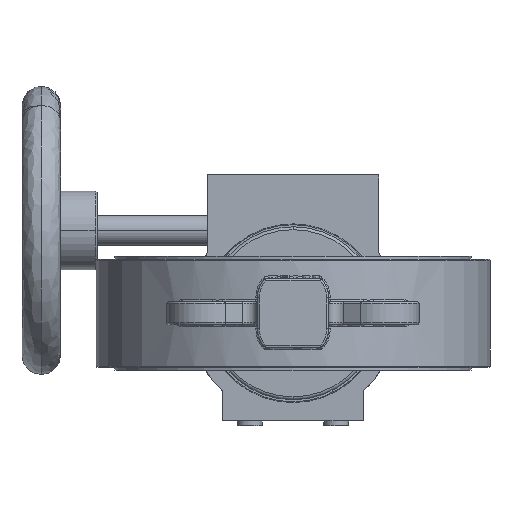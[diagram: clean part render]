
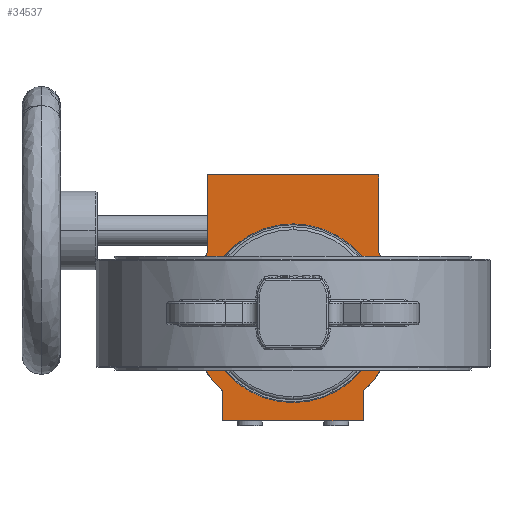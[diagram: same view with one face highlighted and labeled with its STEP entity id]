
A CAD part, front view. The second image highlights one B-rep face of the part: STEP entity #34537.
In plain terms, the highlighted planar face has unit normal (0, -1, 0).
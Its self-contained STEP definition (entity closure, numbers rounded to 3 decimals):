
#42 = EDGE_CURVE ( 'NONE', #26053, #34010, #8022, .T. ) ;
#43 = DIRECTION ( 'NONE',  ( -0.001, 0., -1. ) ) ;
#157 = CARTESIAN_POINT ( 'NONE',  ( -36.5, 178., 0.032 ) ) ;
#218 = VECTOR ( 'NONE', #3271, 1000. ) ;
#395 = VERTEX_POINT ( 'NONE', #13309 ) ;
#414 = ORIENTED_EDGE ( 'NONE', *, *, #14182, .T. ) ;
#771 = EDGE_CURVE ( 'NONE', #9038, #35100, #2148, .T. ) ;
#892 = ORIENTED_EDGE ( 'NONE', *, *, #33171, .F. ) ;
#1069 = DIRECTION ( 'NONE',  ( 0.001, 0., 1. ) ) ;
#1909 = CIRCLE ( 'NONE', #30935, 54.5 ) ;
#2084 = EDGE_CURVE ( 'NONE', #27092, #34010, #22359, .T. ) ;
#2148 = CIRCLE ( 'NONE', #32759, 46.5 ) ;
#2326 = DIRECTION ( 'NONE',  ( 1., 0., -0.001 ) ) ;
#2619 = CARTESIAN_POINT ( 'NONE',  ( -0.05, 178., -56. ) ) ;
#2682 = DIRECTION ( 'NONE',  ( 1., 0., -0.001 ) ) ;
#2714 = CARTESIAN_POINT ( 'NONE',  ( -36.699, 178., -40.292 ) ) ;
#2935 = LINE ( 'NONE', #17629, #218 ) ;
#3063 = CARTESIAN_POINT ( 'NONE',  ( 36.464, 178., -40.726 ) ) ;
#3075 = DIRECTION ( 'NONE',  ( 0., -1., 0. ) ) ;
#3117 = DIRECTION ( 'NONE',  ( 1., 0., -0.001 ) ) ;
#3261 = VERTEX_POINT ( 'NONE', #3063 ) ;
#3271 = DIRECTION ( 'NONE',  ( 1., 0., -0.001 ) ) ;
#3338 = FACE_BOUND ( 'NONE', #3917, .T. ) ;
#3523 = ORIENTED_EDGE ( 'NONE', *, *, #19245, .T. ) ;
#3642 = EDGE_CURVE ( 'NONE', #22573, #3261, #12348, .T. ) ;
#3829 = CARTESIAN_POINT ( 'NONE',  ( -44.436, 178., 72.039 ) ) ;
#3917 = EDGE_LOOP ( 'NONE', ( #6126, #414 ) ) ;
#4835 = VECTOR ( 'NONE', #43, 1000. ) ;
#5328 = VERTEX_POINT ( 'NONE', #26094 ) ;
#5448 = EDGE_CURVE ( 'NONE', #6674, #27092, #32245, .T. ) ;
#6126 = ORIENTED_EDGE ( 'NONE', *, *, #771, .T. ) ;
#6539 = CARTESIAN_POINT ( 'NONE',  ( 46.5, 178., -0.041 ) ) ;
#6674 = VERTEX_POINT ( 'NONE', #2714 ) ;
#6794 = AXIS2_PLACEMENT_3D ( 'NONE', #35156, #26499, #17448 ) ;
#6980 = CARTESIAN_POINT ( 'NONE',  ( 36.5, 178., -0.032 ) ) ;
#7114 = ORIENTED_EDGE ( 'NONE', *, *, #33403, .T. ) ;
#7783 = VECTOR ( 'NONE', #25422, 1000. ) ;
#8020 = DIRECTION ( 'NONE',  ( 0., 1., 0. ) ) ;
#8022 = CIRCLE ( 'NONE', #27974, 0.5 ) ;
#8671 = LINE ( 'NONE', #19509, #7783 ) ;
#8951 = CIRCLE ( 'NONE', #35727, 0.5 ) ;
#8996 = CARTESIAN_POINT ( 'NONE',  ( 0., 178., 0. ) ) ;
#9038 = VERTEX_POINT ( 'NONE', #21061 ) ;
#9106 = CARTESIAN_POINT ( 'NONE',  ( 0., 178., 0. ) ) ;
#9429 = EDGE_CURVE ( 'NONE', #395, #5328, #8671, .T. ) ;
#9717 = VERTEX_POINT ( 'NONE', #27899 ) ;
#10426 = CARTESIAN_POINT ( 'NONE',  ( 36.45, 178., -56.032 ) ) ;
#10522 = AXIS2_PLACEMENT_3D ( 'NONE', #28169, #8020, #3117 ) ;
#11132 = DIRECTION ( 'NONE',  ( 0., 1., 0. ) ) ;
#11617 = EDGE_CURVE ( 'NONE', #395, #31028, #23000, .T. ) ;
#11637 = CARTESIAN_POINT ( 'NONE',  ( -54.5, 178., 0.048 ) ) ;
#11980 = ORIENTED_EDGE ( 'NONE', *, *, #31395, .T. ) ;
#12348 = LINE ( 'NONE', #6980, #20504 ) ;
#12387 = ORIENTED_EDGE ( 'NONE', *, *, #5448, .F. ) ;
#12928 = ORIENTED_EDGE ( 'NONE', *, *, #2084, .F. ) ;
#13309 = CARTESIAN_POINT ( 'NONE',  ( 44.528, 178., 31.425 ) ) ;
#13657 = DIRECTION ( 'NONE',  ( 0., 1., 0. ) ) ;
#14058 = CARTESIAN_POINT ( 'NONE',  ( 0., 178., 0. ) ) ;
#14182 = EDGE_CURVE ( 'NONE', #35100, #9038, #35061, .T. ) ;
#14271 = CARTESIAN_POINT ( 'NONE',  ( -44.972, 178., 31.663 ) ) ;
#15070 = CARTESIAN_POINT ( 'NONE',  ( 54.5, 178., -0.048 ) ) ;
#15603 = VECTOR ( 'NONE', #31751, 1000. ) ;
#17430 = CARTESIAN_POINT ( 'NONE',  ( 0., 178., 0. ) ) ;
#17448 = DIRECTION ( 'NONE',  ( 1., 0., -0.001 ) ) ;
#17629 = CARTESIAN_POINT ( 'NONE',  ( -26.936, 178., 72.024 ) ) ;
#17975 = ORIENTED_EDGE ( 'NONE', *, *, #32306, .F. ) ;
#18312 = EDGE_CURVE ( 'NONE', #3261, #22061, #8951, .T. ) ;
#18649 = FACE_OUTER_BOUND ( 'NONE', #36861, .T. ) ;
#19158 = VECTOR ( 'NONE', #28644, 1000. ) ;
#19245 = EDGE_CURVE ( 'NONE', #6674, #9717, #21546, .T. ) ;
#19424 = ORIENTED_EDGE ( 'NONE', *, *, #9429, .T. ) ;
#19509 = CARTESIAN_POINT ( 'NONE',  ( 44.5, 178., -0.039 ) ) ;
#20504 = VECTOR ( 'NONE', #1069, 1000. ) ;
#21061 = CARTESIAN_POINT ( 'NONE',  ( -46.5, 178., 0.041 ) ) ;
#21224 = DIRECTION ( 'NONE',  ( 0., 1., 0. ) ) ;
#21457 = AXIS2_PLACEMENT_3D ( 'NONE', #14058, #11132, #36272 ) ;
#21489 = LINE ( 'NONE', #23505, #15603 ) ;
#21546 = CIRCLE ( 'NONE', #6794, 0.5 ) ;
#21801 = ORIENTED_EDGE ( 'NONE', *, *, #42, .T. ) ;
#22061 = VERTEX_POINT ( 'NONE', #33331 ) ;
#22359 = CIRCLE ( 'NONE', #28024, 54.5 ) ;
#22573 = VERTEX_POINT ( 'NONE', #10426 ) ;
#22739 = DIRECTION ( 'NONE',  ( 1., 0., -0.001 ) ) ;
#23000 = CIRCLE ( 'NONE', #10522, 54.5 ) ;
#23505 = CARTESIAN_POINT ( 'NONE',  ( -44.436, 178., 72.039 ) ) ;
#24631 = ORIENTED_EDGE ( 'NONE', *, *, #18312, .T. ) ;
#25083 = CARTESIAN_POINT ( 'NONE',  ( -44.472, 178., 31.662 ) ) ;
#25119 = ORIENTED_EDGE ( 'NONE', *, *, #36580, .F. ) ;
#25422 = DIRECTION ( 'NONE',  ( 0.001, 0., 1. ) ) ;
#25473 = ORIENTED_EDGE ( 'NONE', *, *, #3642, .T. ) ;
#25718 = DIRECTION ( 'NONE',  ( 0., 1., 0. ) ) ;
#26053 = VERTEX_POINT ( 'NONE', #25083 ) ;
#26094 = CARTESIAN_POINT ( 'NONE',  ( 44.564, 178., 71.961 ) ) ;
#26499 = DIRECTION ( 'NONE',  ( 0., 1., 0. ) ) ;
#26654 = CARTESIAN_POINT ( 'NONE',  ( -36.55, 178., -55.968 ) ) ;
#26988 = CARTESIAN_POINT ( 'NONE',  ( 0., 178., 0. ) ) ;
#27092 = VERTEX_POINT ( 'NONE', #11637 ) ;
#27899 = CARTESIAN_POINT ( 'NONE',  ( -36.536, 178., -40.662 ) ) ;
#27974 = AXIS2_PLACEMENT_3D ( 'NONE', #14271, #25718, #2682 ) ;
#28024 = AXIS2_PLACEMENT_3D ( 'NONE', #17430, #28513, #22739 ) ;
#28169 = CARTESIAN_POINT ( 'NONE',  ( 0., 178., 0. ) ) ;
#28513 = DIRECTION ( 'NONE',  ( 0., 1., 0. ) ) ;
#28644 = DIRECTION ( 'NONE',  ( 1., 0., -0.001 ) ) ;
#29303 = AXIS2_PLACEMENT_3D ( 'NONE', #9106, #29350, #34991 ) ;
#29350 = DIRECTION ( 'NONE',  ( 0., 1., 0. ) ) ;
#29941 = LINE ( 'NONE', #2619, #19158 ) ;
#30935 = AXIS2_PLACEMENT_3D ( 'NONE', #33664, #33545, #36185 ) ;
#31028 = VERTEX_POINT ( 'NONE', #15070 ) ;
#31395 = EDGE_CURVE ( 'NONE', #9717, #34198, #31407, .T. ) ;
#31407 = LINE ( 'NONE', #157, #4835 ) ;
#31495 = DIRECTION ( 'NONE',  ( 1., 0., -0.001 ) ) ;
#31751 = DIRECTION ( 'NONE',  ( 0.001, 0., 1. ) ) ;
#32245 = CIRCLE ( 'NONE', #29303, 54.5 ) ;
#32306 = EDGE_CURVE ( 'NONE', #26053, #36000, #21489, .T. ) ;
#32759 = AXIS2_PLACEMENT_3D ( 'NONE', #26988, #21224, #35639 ) ;
#33171 = EDGE_CURVE ( 'NONE', #36000, #5328, #2935, .T. ) ;
#33331 = CARTESIAN_POINT ( 'NONE',  ( 36.628, 178., -40.356 ) ) ;
#33403 = EDGE_CURVE ( 'NONE', #34198, #22573, #29941, .T. ) ;
#33545 = DIRECTION ( 'NONE',  ( 0., 1., 0. ) ) ;
#33613 = CARTESIAN_POINT ( 'NONE',  ( 36.964, 178., -40.727 ) ) ;
#33664 = CARTESIAN_POINT ( 'NONE',  ( 0., 178., 0. ) ) ;
#34010 = VERTEX_POINT ( 'NONE', #36318 ) ;
#34198 = VERTEX_POINT ( 'NONE', #26654 ) ;
#34537 = ADVANCED_FACE ( 'NONE', ( #3338, #18649 ), #37036, .T. ) ;
#34991 = DIRECTION ( 'NONE',  ( 1., 0., -0.001 ) ) ;
#35061 = CIRCLE ( 'NONE', #21457, 46.5 ) ;
#35100 = VERTEX_POINT ( 'NONE', #6539 ) ;
#35156 = CARTESIAN_POINT ( 'NONE',  ( -37.036, 178., -40.661 ) ) ;
#35639 = DIRECTION ( 'NONE',  ( -1., 0., 0.001 ) ) ;
#35727 = AXIS2_PLACEMENT_3D ( 'NONE', #33613, #13657, #2326 ) ;
#35949 = ORIENTED_EDGE ( 'NONE', *, *, #11617, .F. ) ;
#36000 = VERTEX_POINT ( 'NONE', #3829 ) ;
#36185 = DIRECTION ( 'NONE',  ( 1., 0., -0.001 ) ) ;
#36272 = DIRECTION ( 'NONE',  ( -1., 0., 0.001 ) ) ;
#36318 = CARTESIAN_POINT ( 'NONE',  ( -44.563, 178., 31.375 ) ) ;
#36373 = AXIS2_PLACEMENT_3D ( 'NONE', #8996, #3075, #31495 ) ;
#36580 = EDGE_CURVE ( 'NONE', #31028, #22061, #1909, .T. ) ;
#36861 = EDGE_LOOP ( 'NONE', ( #24631, #25119, #35949, #19424, #892, #17975, #21801, #12928, #12387, #3523, #11980, #7114, #25473 ) ) ;
#37036 = PLANE ( 'NONE',  #36373 ) ;
